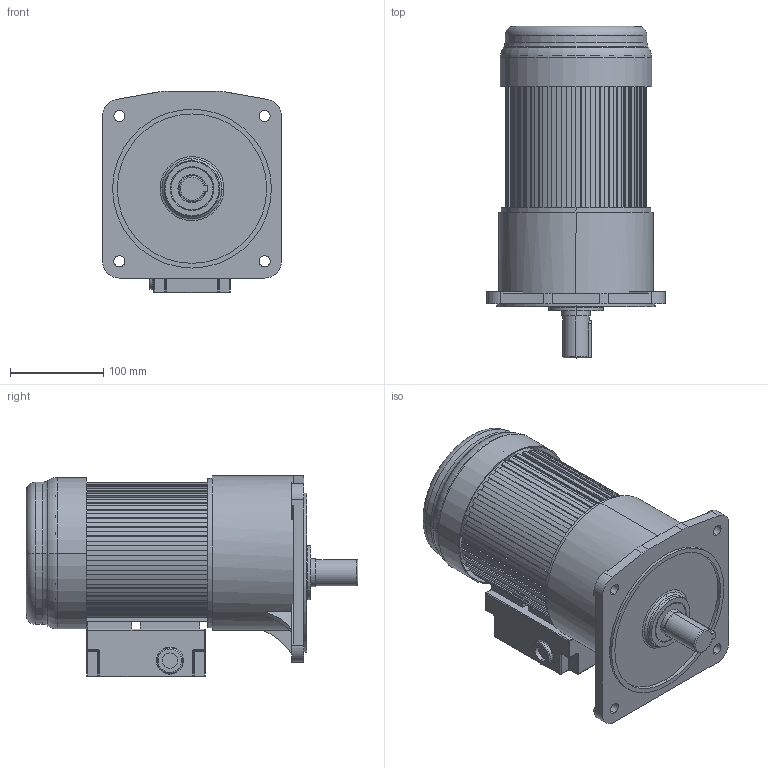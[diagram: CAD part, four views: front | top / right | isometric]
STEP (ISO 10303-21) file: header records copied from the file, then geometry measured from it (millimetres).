
FILE_DESCRIPTION (( 'STEP AP214' ), '1' );
FILE_NAME ('GV-28-400-i-A-B-G3-TR.STEP', '2023-09-16T09:20:08', ( '' ), ( '' ), 'SwSTEP 2.0', 'SolidWorks 2021', '' );
FILE_SCHEMA (( 'AUTOMOTIVE_DESIGN' ));
Length unit declared in the file: millimetre
Products named in the file (7): PRT0012_蕼偞; GV-28-400-i-A-B-G3-TR; GV28_蕼偞; 煞車接線盒DOWN-UP_預設; GV28-400W-S-G3-TR(2); PRT0010_蕼偞; PRT0011_蕼偞
Assembly tree (6 placements, depth 3):
  GV-28-400-i-A-B-G3-TR
    GV28-400W-S-G3-TR(2)
      GV28_蕼偞
      PRT0010_蕼偞
      PRT0011_蕼偞
      PRT0012_蕼偞
    煞車接線盒DOWN-UP_預設
Bounding box: 191.56 x 355.3 x 216.19 mm (x, y, z)
Volume: 2259908.6 mm3; surface area: 625697.1 mm2
Topology: 5 solids, 6 shells, 984 faces, 2760 edges, 1755 vertices
Faces by surface type: plane 601, cylinder 297, torus 37, cone 29, sphere 20
Entity records: 32719 total; most frequent: CARTESIAN_POINT 6569, ORIENTED_EDGE 5480, DIRECTION 5391, EDGE_CURVE 2740, VECTOR 1899, LINE 1899, VERTEX_POINT 1755, AXIS2_PLACEMENT_3D 1746
